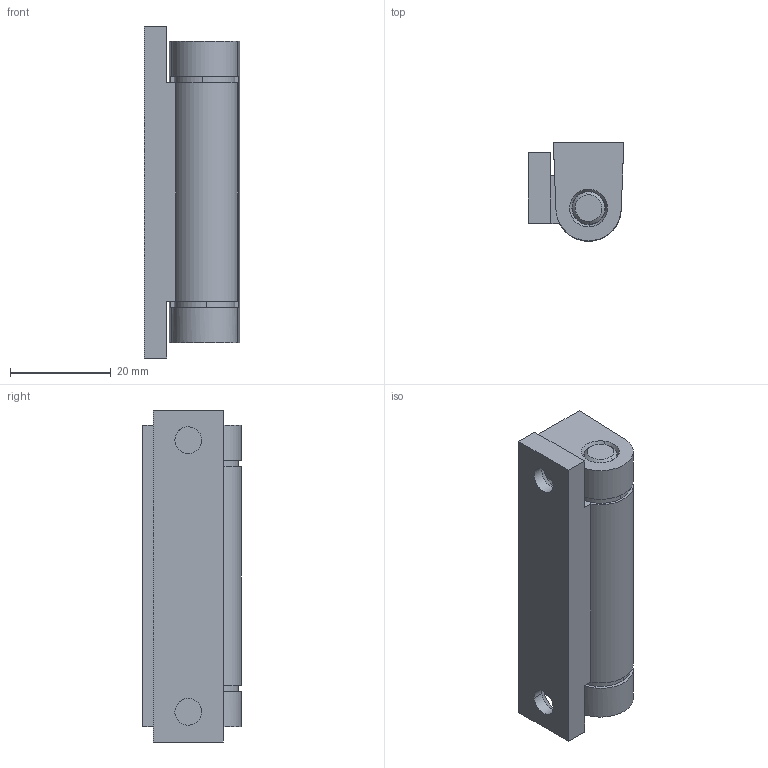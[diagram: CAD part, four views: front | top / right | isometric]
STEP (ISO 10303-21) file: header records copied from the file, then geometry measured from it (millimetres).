
FILE_DESCRIPTION((''),'2;1');
FILE_NAME('','2006-10-27T18:14:03',(''),(''),'','CADfix','');
FILE_SCHEMA(('AUTOMOTIVE_DESIGN'));
Length unit declared in the file: millimetre
Products named in the file (5): bushing; shaft; hinge pieces_B; hinge pieces_A; TEH_1054_U9_5224_36
Assembly tree (5 placements, depth 2):
  TEH_1054_U9_5224_36
    bushing  x2
    shaft
    hinge pieces_B
    hinge pieces_A
Bounding box: 19 x 19.5 x 66 mm (x, y, z)
Volume: 16298 mm3; surface area: 10827.3 mm2
Topology: 5 solids, 5 shells, 76 faces, 260 edges, 196 vertices
Faces by surface type: bspline 76
Entity records: 2834 total; most frequent: CARTESIAN_POINT 1519, ORIENTED_EDGE 446, EDGE_CURVE 223, VERTEX_POINT 167, QUASI_UNIFORM_CURVE 82, EDGE_LOOP 82, FACE_OUTER_BOUND 65, ADVANCED_FACE 65
